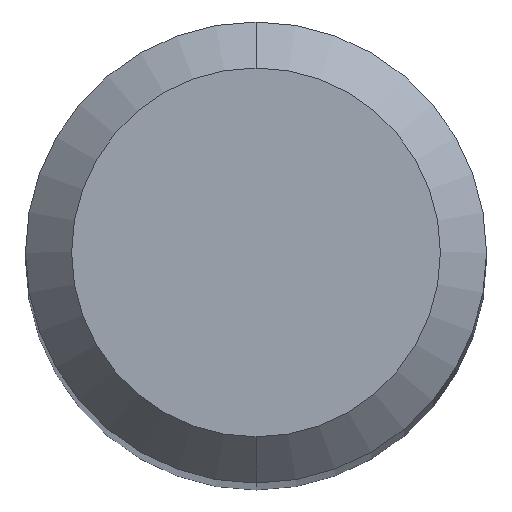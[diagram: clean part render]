
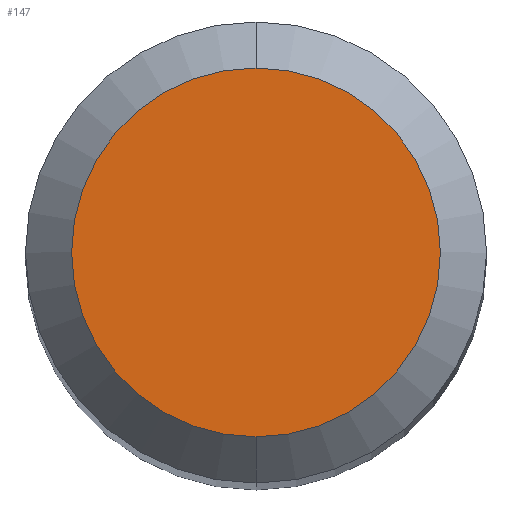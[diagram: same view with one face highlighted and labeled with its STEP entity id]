
A CAD part, top view. The second image highlights one B-rep face of the part: STEP entity #147.
In plain terms, the highlighted planar face has unit normal (0, 0, 1).
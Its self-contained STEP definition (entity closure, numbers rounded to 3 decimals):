
#127=VERTEX_POINT('',#282);
#131=EDGE_CURVE('',#219,#127,#286,.T.);
#147=ADVANCED_FACE('',(#304),#305,.T.);
#159=EDGE_CURVE('',#127,#219,#318,.T.);
#219=VERTEX_POINT('',#386);
#282=CARTESIAN_POINT('',(0.,-1.2,0.0));
#286=CIRCLE('',#461,1.2);
#304=FACE_OUTER_BOUND('',#483,.T.);
#305=PLANE('',#484);
#318=CIRCLE('',#502,1.2);
#386=CARTESIAN_POINT('',(0.0,1.2,0.0));
#461=AXIS2_PLACEMENT_3D('',#649,#650,#651);
#483=EDGE_LOOP('',(#675,#676));
#484=AXIS2_PLACEMENT_3D('',#677,#678,#679);
#502=AXIS2_PLACEMENT_3D('',#700,#701,#702);
#649=CARTESIAN_POINT('',(0.0,0.0,0.0));
#650=DIRECTION('',(0.0,0.0,-1.0));
#651=DIRECTION('',(0.0,1.0,0.0));
#675=ORIENTED_EDGE('',*,*,#131,.F.);
#676=ORIENTED_EDGE('',*,*,#159,.F.);
#677=CARTESIAN_POINT('',(0.0,0.6,0.0));
#678=DIRECTION('',(-0.0,0.0,1.0));
#679=DIRECTION('',(0.0,-1.0,0.0));
#700=CARTESIAN_POINT('',(0.0,0.0,0.0));
#701=DIRECTION('',(0.0,0.0,-1.0));
#702=DIRECTION('',(0.0,1.0,0.0));
